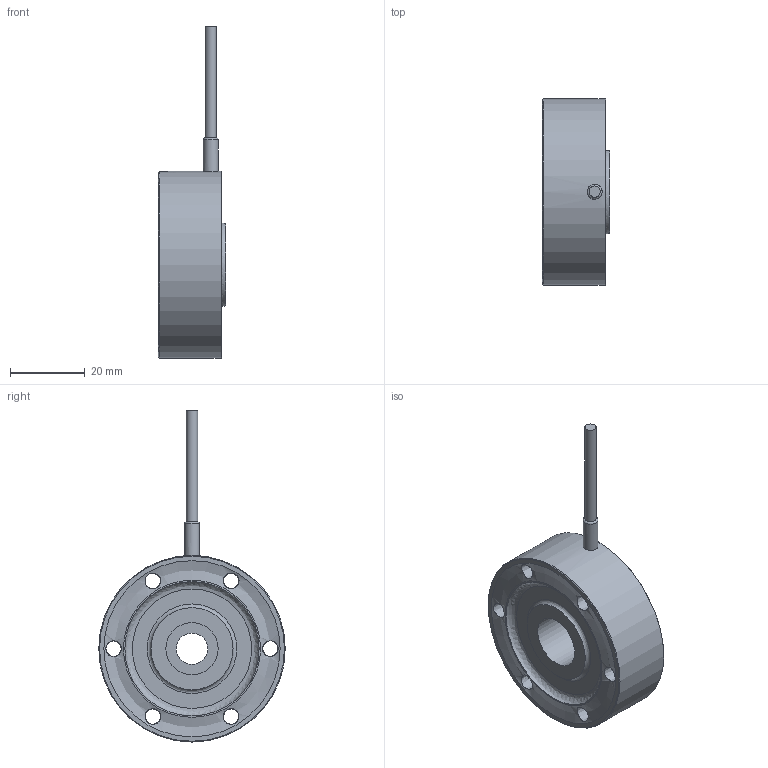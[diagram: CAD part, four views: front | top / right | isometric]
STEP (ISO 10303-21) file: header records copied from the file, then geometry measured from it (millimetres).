
FILE_DESCRIPTION((''),'2;1');
FILE_NAME('EMS70-1,2,5 - model.stp','2018-02-12T13:58:05',('PC'),(''),'Autodesk Inventor 2010','Autodesk Inventor 2010','');
FILE_SCHEMA(('AUTOMOTIVE_DESIGN { 1 0 10303 214 1 1 1 1 }'));
Length unit declared in the file: millimetre
Products named in the file (1): EMS70-1,2,5 - model
Bounding box: 18 x 50 x 89 mm (x, y, z)
Volume: 28182.3 mm3; surface area: 8959.9 mm2
Topology: 1 solids, 1 shells, 30 faces, 70 edges, 49 vertices
Faces by surface type: bspline 11, plane 10, cylinder 5, cone 3, torus 1
Full cylindrical faces by diameter (mm): 3 x1, 4 x1, 8.4 x1, 14 x1, 50 x1
Entity records: 1200 total; most frequent: CARTESIAN_POINT 650, DIRECTION 98, ORIENTED_EDGE 72, EDGE_LOOP 72, AXIS2_PLACEMENT_3D 49, FACE_BOUND 42, VERTEX_POINT 36, EDGE_CURVE 36
